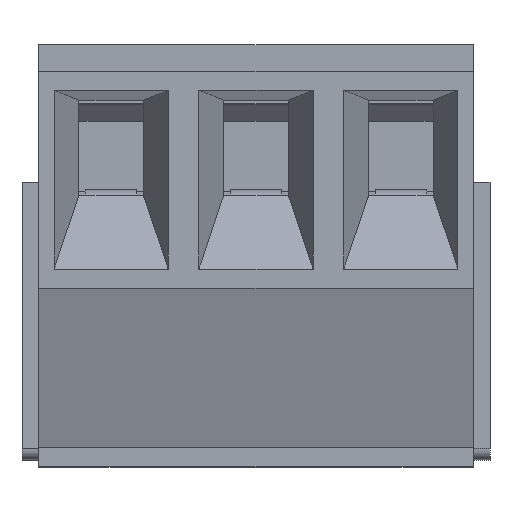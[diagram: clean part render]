
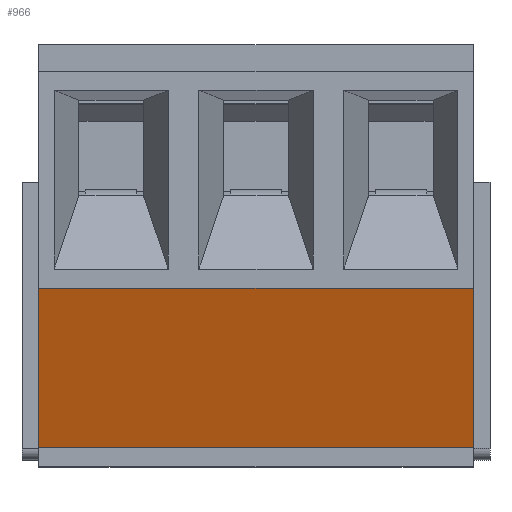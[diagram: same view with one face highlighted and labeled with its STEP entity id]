
A CAD part, top view. The second image highlights one B-rep face of the part: STEP entity #966.
In plain terms, the highlighted face is planar.
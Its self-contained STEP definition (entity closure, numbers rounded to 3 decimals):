
#966 = ADVANCED_FACE( '', ( #2072 ), #2073, .F. );
#2072 = FACE_OUTER_BOUND( '', #3357, .T. );
#2073 = PLANE( '', #3358 );
#3357 = EDGE_LOOP( '', ( #5857, #5858, #5859, #5860 ) );
#3358 = AXIS2_PLACEMENT_3D( '', #5861, #5862, #5863 );
#5857 = ORIENTED_EDGE( '', *, *, #8376, .T. );
#5858 = ORIENTED_EDGE( '', *, *, #8254, .F. );
#5859 = ORIENTED_EDGE( '', *, *, #8739, .F. );
#5860 = ORIENTED_EDGE( '', *, *, #8740, .T. );
#5861 = CARTESIAN_POINT( '', ( 5.715, 1.1, 2.85 ) );
#5862 = DIRECTION( '', ( 0., -0.945, -0.326 ) );
#5863 = DIRECTION( '', ( 0., 0.326, -0.945 ) );
#8254 = EDGE_CURVE( '', #10106, #10093, #10108, .T. );
#8376 = EDGE_CURVE( '', #10294, #10093, #10295, .T. );
#8739 = EDGE_CURVE( '', #10822, #10106, #10823, .T. );
#8740 = EDGE_CURVE( '', #10822, #10294, #10824, .T. );
#10093 = VERTEX_POINT( '', #12661 );
#10106 = VERTEX_POINT( '', #12681 );
#10108 = LINE( '', #12684, #12685 );
#10294 = VERTEX_POINT( '', #12948 );
#10295 = LINE( '', #12949, #12950 );
#10822 = VERTEX_POINT( '', #13734 );
#10823 = LINE( '', #13735, #13736 );
#10824 = LINE( '', #13737, #13738 );
#12661 = CARTESIAN_POINT( '', ( -5.715, -0.35, 7.05 ) );
#12681 = CARTESIAN_POINT( '', ( 5.715, -0.35, 7.05 ) );
#12684 = CARTESIAN_POINT( '', ( 5.715, -0.35, 7.05 ) );
#12685 = VECTOR( '', #15099, 1000. );
#12948 = CARTESIAN_POINT( '', ( -5.715, 1.1, 2.85 ) );
#12949 = CARTESIAN_POINT( '', ( -5.715, 1.1, 2.85 ) );
#12950 = VECTOR( '', #15222, 1000. );
#13734 = CARTESIAN_POINT( '', ( 5.715, 1.1, 2.85 ) );
#13735 = CARTESIAN_POINT( '', ( 5.715, 1.1, 2.85 ) );
#13736 = VECTOR( '', #15537, 1000. );
#13737 = CARTESIAN_POINT( '', ( 5.715, 1.1, 2.85 ) );
#13738 = VECTOR( '', #15538, 1000. );
#15099 = DIRECTION( '', ( -1., 0., 0. ) );
#15222 = DIRECTION( '', ( 0., -0.326, 0.945 ) );
#15537 = DIRECTION( '', ( 0., -0.326, 0.945 ) );
#15538 = DIRECTION( '', ( -1., 0., 0. ) );
